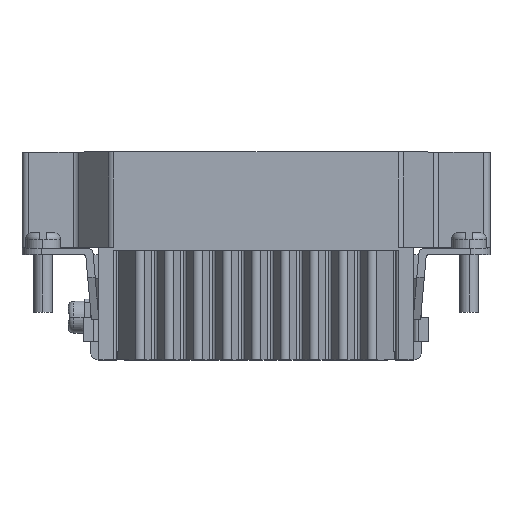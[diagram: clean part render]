
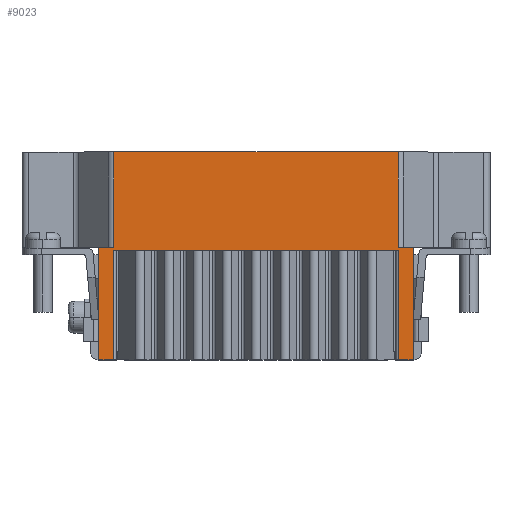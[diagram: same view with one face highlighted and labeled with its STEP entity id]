
A CAD part, top view. The second image highlights one B-rep face of the part: STEP entity #9023.
In plain terms, the highlighted planar face has unit normal (0, 0, 1).
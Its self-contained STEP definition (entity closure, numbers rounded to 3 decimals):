
#137 = VERTEX_POINT ( 'NONE', #20903 ) ;
#212 = LINE ( 'NONE', #19957, #15813 ) ;
#222 = ORIENTED_EDGE ( 'NONE', *, *, #22905, .T. ) ;
#292 = VECTOR ( 'NONE', #8802, 1000. ) ;
#647 = CARTESIAN_POINT ( 'NONE',  ( -13.403, -0.45, 11.6 ) ) ;
#836 = VECTOR ( 'NONE', #23605, 1000. ) ;
#1268 = LINE ( 'NONE', #647, #22308 ) ;
#1307 = VERTEX_POINT ( 'NONE', #16137 ) ;
#1376 = EDGE_LOOP ( 'NONE', ( #9885, #222, #1515, #12289, #8108, #24086, #21942, #13489, #16646, #2854, #15164, #19973 ) ) ;
#1432 = EDGE_CURVE ( 'NONE', #8710, #5817, #13711, .T. ) ;
#1515 = ORIENTED_EDGE ( 'NONE', *, *, #16326, .F. ) ;
#1813 = VECTOR ( 'NONE', #24987, 1000. ) ;
#1885 = VERTEX_POINT ( 'NONE', #2513 ) ;
#2052 = LINE ( 'NONE', #13726, #16997 ) ;
#2283 = VECTOR ( 'NONE', #17764, 1000. ) ;
#2403 = VECTOR ( 'NONE', #13003, 1000. ) ;
#2432 = DIRECTION ( 'NONE',  ( -1., 0., 0. ) ) ;
#2513 = CARTESIAN_POINT ( 'NONE',  ( -57.52, 14.75, 11.6 ) ) ;
#2621 = VERTEX_POINT ( 'NONE', #2770 ) ;
#2770 = CARTESIAN_POINT ( 'NONE',  ( -13.48, 14.75, 11.6 ) ) ;
#2854 = ORIENTED_EDGE ( 'NONE', *, *, #21014, .T. ) ;
#2887 = EDGE_CURVE ( 'NONE', #137, #14257, #22668, .T. ) ;
#2929 = VERTEX_POINT ( 'NONE', #5648 ) ;
#4164 = DIRECTION ( 'NONE',  ( -1., 0., 0. ) ) ;
#4771 = EDGE_CURVE ( 'NONE', #8710, #137, #23443, .T. ) ;
#5560 = CARTESIAN_POINT ( 'NONE',  ( -59.85, 0., 11.6 ) ) ;
#5648 = CARTESIAN_POINT ( 'NONE',  ( -59.85, -17.45, 11.6 ) ) ;
#5817 = VERTEX_POINT ( 'NONE', #21344 ) ;
#6358 = LINE ( 'NONE', #12675, #11151 ) ;
#6647 = CARTESIAN_POINT ( 'NONE',  ( -58., 14.75, 11.6 ) ) ;
#6748 = DIRECTION ( 'NONE',  ( 0., -1., 0. ) ) ;
#7162 = VERTEX_POINT ( 'NONE', #8642 ) ;
#7163 = VERTEX_POINT ( 'NONE', #24973 ) ;
#7267 = CARTESIAN_POINT ( 'NONE',  ( -13.403, -0.45, 11.6 ) ) ;
#7515 = LINE ( 'NONE', #9834, #19025 ) ;
#7644 = DIRECTION ( 'NONE',  ( -1., 0., 0. ) ) ;
#8108 = ORIENTED_EDGE ( 'NONE', *, *, #22268, .T. ) ;
#8265 = VECTOR ( 'NONE', #20117, 1000. ) ;
#8498 = LINE ( 'NONE', #8657, #1813 ) ;
#8642 = CARTESIAN_POINT ( 'NONE',  ( -57.6, -0.45, 11.6 ) ) ;
#8657 = CARTESIAN_POINT ( 'NONE',  ( -57.52, 14.75, 11.6 ) ) ;
#8710 = VERTEX_POINT ( 'NONE', #23530 ) ;
#8739 = EDGE_CURVE ( 'NONE', #20258, #7162, #21860, .T. ) ;
#8802 = DIRECTION ( 'NONE',  ( 1., 0., 0. ) ) ;
#8911 = LINE ( 'NONE', #11901, #8265 ) ;
#9023 = ADVANCED_FACE ( 'NONE', ( #15781 ), #22422, .F. ) ;
#9466 = CARTESIAN_POINT ( 'NONE',  ( -13.48, 0., 11.6 ) ) ;
#9834 = CARTESIAN_POINT ( 'NONE',  ( -59.85, 0., 11.6 ) ) ;
#9885 = ORIENTED_EDGE ( 'NONE', *, *, #2887, .T. ) ;
#11151 = VECTOR ( 'NONE', #24861, 1000. ) ;
#11520 = AXIS2_PLACEMENT_3D ( 'NONE', #14306, #16354, #4164 ) ;
#11901 = CARTESIAN_POINT ( 'NONE',  ( -57.6, -0.45, 11.6 ) ) ;
#12289 = ORIENTED_EDGE ( 'NONE', *, *, #22058, .T. ) ;
#12625 = CARTESIAN_POINT ( 'NONE',  ( -13.403, -0.45, 11.6 ) ) ;
#12675 = CARTESIAN_POINT ( 'NONE',  ( -59.85, -17.45, 11.6 ) ) ;
#12978 = EDGE_CURVE ( 'NONE', #1307, #2929, #2052, .T. ) ;
#13003 = DIRECTION ( 'NONE',  ( 0., 1., 0. ) ) ;
#13489 = ORIENTED_EDGE ( 'NONE', *, *, #24917, .F. ) ;
#13711 = LINE ( 'NONE', #16642, #14330 ) ;
#13726 = CARTESIAN_POINT ( 'NONE',  ( -59.85, -17.45, 11.6 ) ) ;
#14257 = VERTEX_POINT ( 'NONE', #9466 ) ;
#14306 = CARTESIAN_POINT ( 'NONE',  ( -58., 14.75, 11.6 ) ) ;
#14330 = VECTOR ( 'NONE', #2432, 1000. ) ;
#15164 = ORIENTED_EDGE ( 'NONE', *, *, #1432, .F. ) ;
#15781 = FACE_OUTER_BOUND ( 'NONE', #1376, .T. ) ;
#15813 = VECTOR ( 'NONE', #26122, 1000. ) ;
#16137 = CARTESIAN_POINT ( 'NONE',  ( -57.6, -17.45, 11.6 ) ) ;
#16326 = EDGE_CURVE ( 'NONE', #1885, #2621, #16519, .T. ) ;
#16354 = DIRECTION ( 'NONE',  ( 0., 0., -1. ) ) ;
#16519 = LINE ( 'NONE', #6647, #292 ) ;
#16642 = CARTESIAN_POINT ( 'NONE',  ( -59.85, -17.45, 11.6 ) ) ;
#16646 = ORIENTED_EDGE ( 'NONE', *, *, #8739, .F. ) ;
#16997 = VECTOR ( 'NONE', #7644, 1000. ) ;
#17764 = DIRECTION ( 'NONE',  ( -1., 0., 0. ) ) ;
#19025 = VECTOR ( 'NONE', #22022, 1000. ) ;
#19133 = CARTESIAN_POINT ( 'NONE',  ( -11.15, -17.45, 11.6 ) ) ;
#19957 = CARTESIAN_POINT ( 'NONE',  ( -13.48, 14.75, 11.6 ) ) ;
#19973 = ORIENTED_EDGE ( 'NONE', *, *, #4771, .T. ) ;
#20117 = DIRECTION ( 'NONE',  ( 0., -1., 0. ) ) ;
#20258 = VERTEX_POINT ( 'NONE', #12625 ) ;
#20903 = CARTESIAN_POINT ( 'NONE',  ( -11.15, 0., 11.6 ) ) ;
#21014 = EDGE_CURVE ( 'NONE', #20258, #5817, #1268, .T. ) ;
#21344 = CARTESIAN_POINT ( 'NONE',  ( -13.403, -17.45, 11.6 ) ) ;
#21860 = LINE ( 'NONE', #7267, #836 ) ;
#21942 = ORIENTED_EDGE ( 'NONE', *, *, #12978, .F. ) ;
#22022 = DIRECTION ( 'NONE',  ( -1., 0., 0. ) ) ;
#22058 = EDGE_CURVE ( 'NONE', #1885, #22634, #8498, .T. ) ;
#22268 = EDGE_CURVE ( 'NONE', #22634, #7163, #7515, .T. ) ;
#22308 = VECTOR ( 'NONE', #6748, 1000. ) ;
#22422 = PLANE ( 'NONE',  #11520 ) ;
#22634 = VERTEX_POINT ( 'NONE', #24978 ) ;
#22668 = LINE ( 'NONE', #5560, #2283 ) ;
#22905 = EDGE_CURVE ( 'NONE', #14257, #2621, #212, .T. ) ;
#23443 = LINE ( 'NONE', #19133, #2403 ) ;
#23530 = CARTESIAN_POINT ( 'NONE',  ( -11.15, -17.45, 11.6 ) ) ;
#23605 = DIRECTION ( 'NONE',  ( -1., 0., 0. ) ) ;
#24086 = ORIENTED_EDGE ( 'NONE', *, *, #24721, .F. ) ;
#24721 = EDGE_CURVE ( 'NONE', #2929, #7163, #6358, .T. ) ;
#24861 = DIRECTION ( 'NONE',  ( 0., 1., 0. ) ) ;
#24917 = EDGE_CURVE ( 'NONE', #7162, #1307, #8911, .T. ) ;
#24973 = CARTESIAN_POINT ( 'NONE',  ( -59.85, 0., 11.6 ) ) ;
#24978 = CARTESIAN_POINT ( 'NONE',  ( -57.52, 0., 11.6 ) ) ;
#24987 = DIRECTION ( 'NONE',  ( 0., -1., 0. ) ) ;
#26122 = DIRECTION ( 'NONE',  ( 0., 1., 0. ) ) ;
